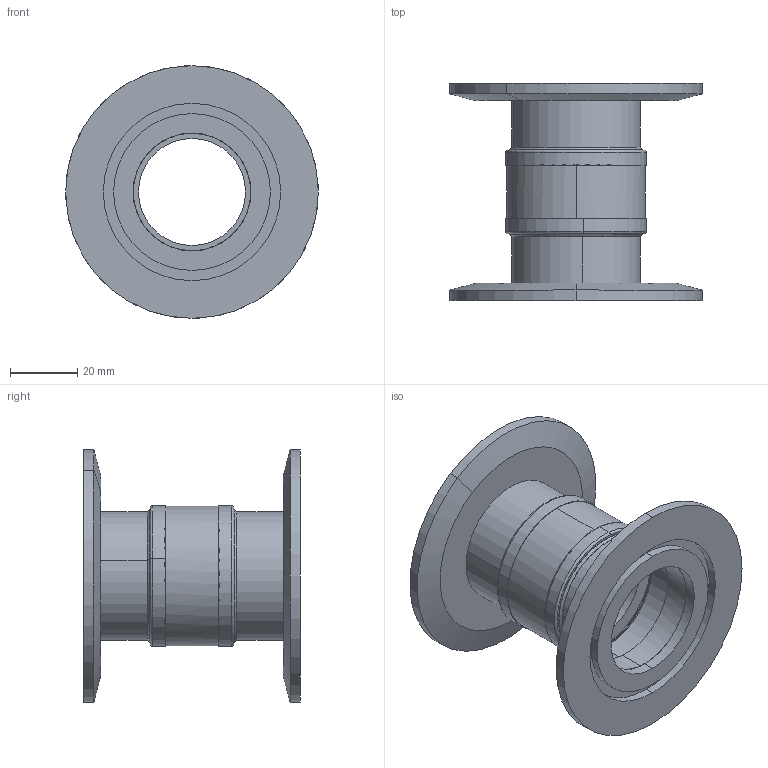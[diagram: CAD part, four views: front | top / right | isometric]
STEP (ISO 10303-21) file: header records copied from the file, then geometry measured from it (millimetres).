
FILE_DESCRIPTION (( 'STEP AP203' ), '1' );
FILE_NAME ('A0597-3-QF.STEP', '2013-11-06T12:16:08', ( '' ), ( '' ), 'SwSTEP 2.0', 'SolidWorks 2012', '' );
FILE_SCHEMA (( 'CONFIG_CONTROL_DESIGN' ));
Length unit declared in the file: inch
Products named in the file (1): A0597-3-QF
Bounding box: 74.93 x 64.34 x 74.93 mm (x, y, z)
Volume: 45166.7 mm3; surface area: 32835.3 mm2
Topology: 1 solids, 1 shells, 108 faces, 224 edges, 132 vertices
Faces by surface type: cylinder 40, torus 28, cone 24, plane 16
Entity records: 2975 total; most frequent: DIRECTION 602, CARTESIAN_POINT 465, ORIENTED_EDGE 448, AXIS2_PLACEMENT_3D 269, EDGE_CURVE 224, CIRCLE 160, VERTEX_POINT 132, EDGE_LOOP 124
